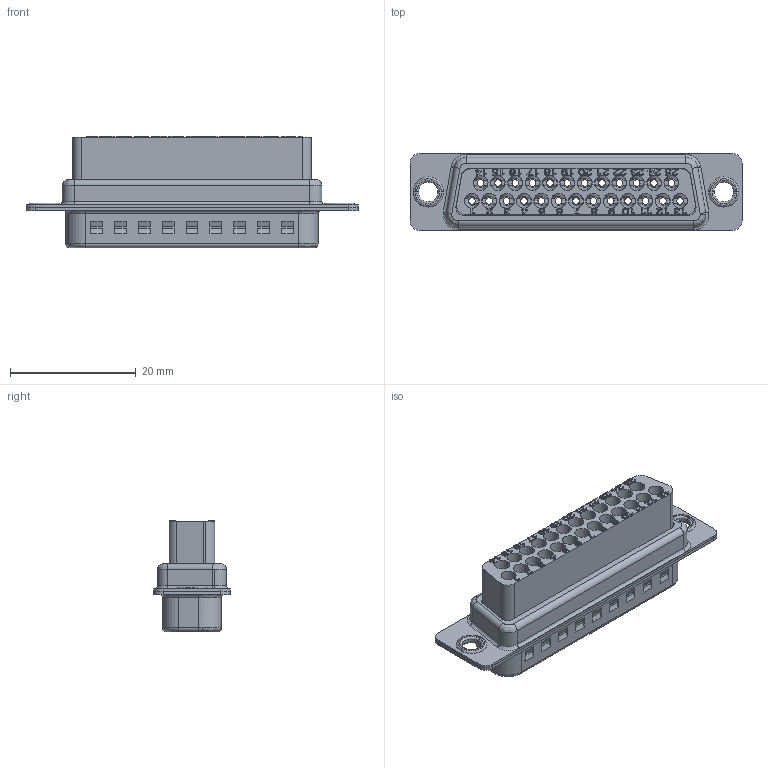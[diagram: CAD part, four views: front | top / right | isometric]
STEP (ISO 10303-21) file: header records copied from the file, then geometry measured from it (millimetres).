
FILE_DESCRIPTION (( 'STEP AP214' ), '1' );
FILE_NAME ('211-MS25-HV-V2.STEP', '2023-05-09T14:08:04', ( '' ), ( '' ), 'SwSTEP 2.0', 'SolidWorks 2017', '' );
FILE_SCHEMA (( 'AUTOMOTIVE_DESIGN' ));
Length unit declared in the file: millimetre
Products named in the file (1): 211-MS25-HV-V2
Bounding box: 52.8 x 12.2 x 17.7 mm (x, y, z)
Volume: 2993.6 mm3; surface area: 8526.3 mm2
Topology: 4 solids, 4 shells, 1910 faces, 4948 edges, 3225 vertices
Faces by surface type: plane 1066, bspline 376, cylinder 357, cone 105, torus 6
Entity records: 69788 total; most frequent: CARTESIAN_POINT 25394, ORIENTED_EDGE 9896, DIRECTION 7918, EDGE_CURVE 4948, VERTEX_POINT 3225, VECTOR 2828, LINE 2828, AXIS2_PLACEMENT_3D 2545
